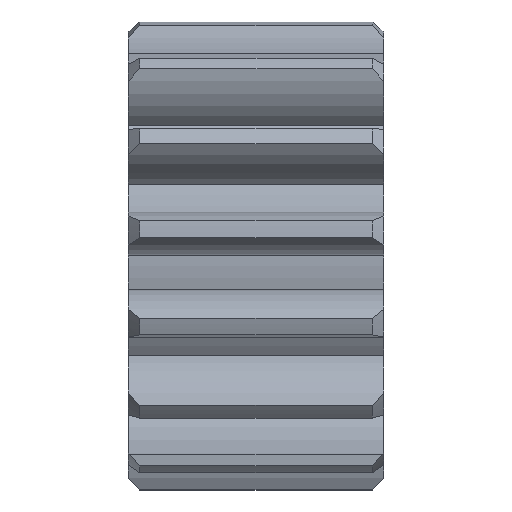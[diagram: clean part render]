
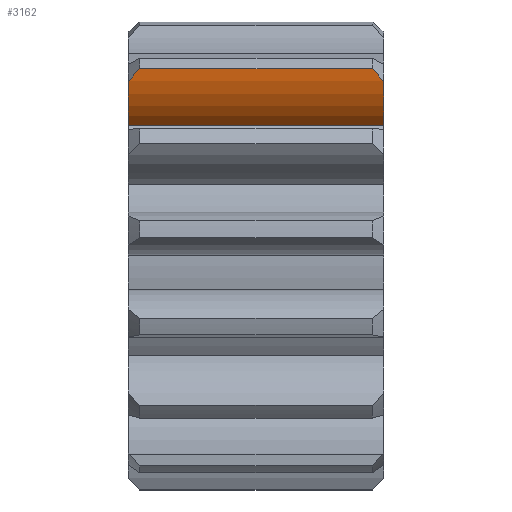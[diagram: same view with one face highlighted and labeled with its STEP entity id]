
A CAD part, top view. The second image highlights one B-rep face of the part: STEP entity #3162.
In plain terms, the highlighted cylindrical face has radius 3.81 mm (diameter 7.62 mm), a partial arc.
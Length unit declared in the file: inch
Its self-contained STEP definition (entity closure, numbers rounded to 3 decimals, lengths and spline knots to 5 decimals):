
#181 = EDGE_LOOP ( 'NONE', ( #862, #1931, #3311, #1928, #3353, #2999 ) ) ;
#233 = CARTESIAN_POINT ( 'NONE',  ( 0., 0.31147, 0.25886 ) ) ;
#473 = CARTESIAN_POINT ( 'NONE',  ( 0.01347, 0.32655, 0.26174 ) ) ;
#495 = CARTESIAN_POINT ( 'NONE',  ( 0., 0.34512, 0.11269 ) ) ;
#499 = CARTESIAN_POINT ( 'NONE',  ( 0.46, 0.31147, 0.25886 ) ) ;
#702 = CARTESIAN_POINT ( 'NONE',  ( 0.46, 0.23152, 0.21064 ) ) ;
#711 = VECTOR ( 'NONE', #1243, 39.37008 ) ;
#764 = LINE ( 'NONE', #2668, #711 ) ;
#765 = CARTESIAN_POINT ( 'NONE',  ( 0.00681, 0.3189, 0.26057 ) ) ;
#786 = DIRECTION ( 'NONE',  ( 0., 0.743, -0.669 ) ) ;
#806 = VECTOR ( 'NONE', #1409, 39.37008 ) ;
#862 = ORIENTED_EDGE ( 'NONE', *, *, #2249, .T. ) ;
#878 = LINE ( 'NONE', #2833, #806 ) ;
#1009 = CARTESIAN_POINT ( 'NONE',  ( 0.02, 0.3344, 0.2623 ) ) ;
#1013 = FACE_OUTER_BOUND ( 'NONE', #181, .T. ) ;
#1022 = CIRCLE ( 'NONE', #3245, 0.15 ) ;
#1031 = VERTEX_POINT ( 'NONE', #702 ) ;
#1055 = CARTESIAN_POINT ( 'NONE',  ( 0.44653, 0.32655, 0.26174 ) ) ;
#1105 = EDGE_CURVE ( 'NONE', #1031, #2541, #764, .T. ) ;
#1243 = DIRECTION ( 'NONE',  ( -1., 0., 0. ) ) ;
#1270 = DIRECTION ( 'NONE',  ( -1., 0., 0. ) ) ;
#1366 = B_SPLINE_CURVE_WITH_KNOTS ( 'NONE', 3,
 ( #499, #2192, #1055, #3015 ),
 .UNSPECIFIED., .F., .F.,
 ( 4, 4 ),
 ( 0., 0.00078 ),
 .UNSPECIFIED. ) ;
#1380 = CIRCLE ( 'NONE', #3517, 0.15 ) ;
#1409 = DIRECTION ( 'NONE',  ( -1., 0., 0. ) ) ;
#1542 = VERTEX_POINT ( 'NONE', #2245 ) ;
#1571 = CYLINDRICAL_SURFACE ( 'NONE', #2187, 0.15 ) ;
#1687 = VERTEX_POINT ( 'NONE', #2063 ) ;
#1887 = EDGE_CURVE ( 'NONE', #3435, #2632, #3011, .T. ) ;
#1928 = ORIENTED_EDGE ( 'NONE', *, *, #1105, .F. ) ;
#1931 = ORIENTED_EDGE ( 'NONE', *, *, #1887, .T. ) ;
#1933 = EDGE_CURVE ( 'NONE', #2541, #2632, #1022, .T. ) ;
#2063 = CARTESIAN_POINT ( 'NONE',  ( 0.46, 0.31147, 0.25886 ) ) ;
#2148 = CARTESIAN_POINT ( 'NONE',  ( 0., 0.23152, 0.21064 ) ) ;
#2161 = CARTESIAN_POINT ( 'NONE',  ( 0.46, 0.34512, 0.11269 ) ) ;
#2187 = AXIS2_PLACEMENT_3D ( 'NONE', #2161, #3475, #2721 ) ;
#2192 = CARTESIAN_POINT ( 'NONE',  ( 0.45319, 0.3189, 0.26057 ) ) ;
#2201 = EDGE_CURVE ( 'NONE', #1031, #1687, #1380, .T. ) ;
#2245 = CARTESIAN_POINT ( 'NONE',  ( 0.44, 0.3344, 0.2623 ) ) ;
#2249 = EDGE_CURVE ( 'NONE', #1542, #3435, #878, .T. ) ;
#2449 = CARTESIAN_POINT ( 'NONE',  ( 0.02, 0.3344, 0.2623 ) ) ;
#2473 = DIRECTION ( 'NONE',  ( -1., 0., 0. ) ) ;
#2541 = VERTEX_POINT ( 'NONE', #2148 ) ;
#2632 = VERTEX_POINT ( 'NONE', #233 ) ;
#2668 = CARTESIAN_POINT ( 'NONE',  ( 0.46, 0.23152, 0.21064 ) ) ;
#2721 = DIRECTION ( 'NONE',  ( 0., 0., 1. ) ) ;
#2731 = CARTESIAN_POINT ( 'NONE',  ( 0., 0.31147, 0.25886 ) ) ;
#2833 = CARTESIAN_POINT ( 'NONE',  ( 0.23, 0.3344, 0.2623 ) ) ;
#2963 = CARTESIAN_POINT ( 'NONE',  ( 0.46, 0.34512, 0.11269 ) ) ;
#2999 = ORIENTED_EDGE ( 'NONE', *, *, #3229, .T. ) ;
#3011 = B_SPLINE_CURVE_WITH_KNOTS ( 'NONE', 3,
 ( #2449, #473, #765, #2731 ),
 .UNSPECIFIED., .F., .F.,
 ( 4, 4 ),
 ( 0., 0.00078 ),
 .UNSPECIFIED. ) ;
#3015 = CARTESIAN_POINT ( 'NONE',  ( 0.44, 0.3344, 0.2623 ) ) ;
#3162 = ADVANCED_FACE ( 'NONE', ( #1013 ), #1571, .T. ) ;
#3224 = DIRECTION ( 'NONE',  ( 0., 0.743, -0.669 ) ) ;
#3229 = EDGE_CURVE ( 'NONE', #1687, #1542, #1366, .T. ) ;
#3245 = AXIS2_PLACEMENT_3D ( 'NONE', #495, #2473, #786 ) ;
#3311 = ORIENTED_EDGE ( 'NONE', *, *, #1933, .F. ) ;
#3353 = ORIENTED_EDGE ( 'NONE', *, *, #2201, .T. ) ;
#3435 = VERTEX_POINT ( 'NONE', #1009 ) ;
#3475 = DIRECTION ( 'NONE',  ( -1., 0., 0. ) ) ;
#3517 = AXIS2_PLACEMENT_3D ( 'NONE', #2963, #1270, #3224 ) ;
